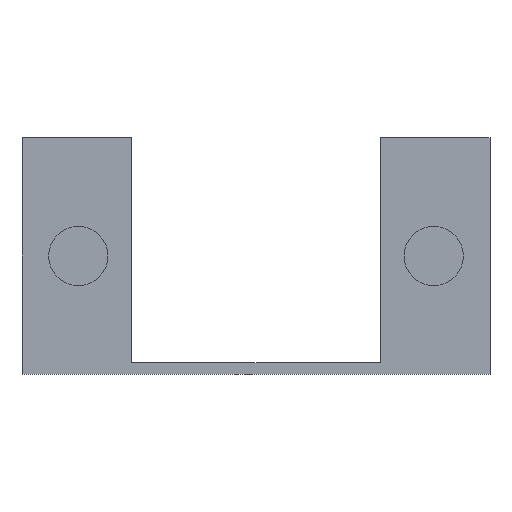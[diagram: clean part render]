
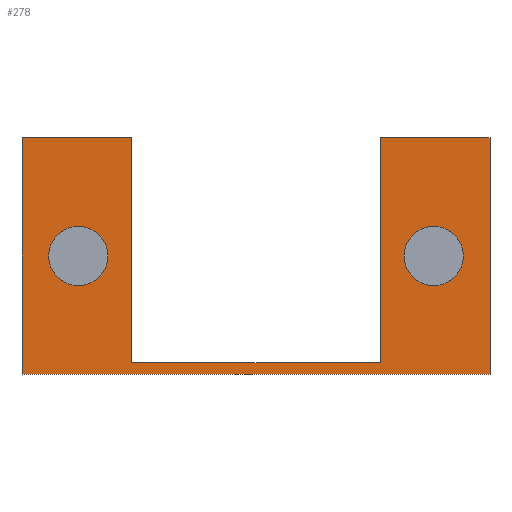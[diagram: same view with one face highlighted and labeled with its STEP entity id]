
A CAD part, front view. The second image highlights one B-rep face of the part: STEP entity #278.
In plain terms, the highlighted planar face has unit normal (0, -1, 0).
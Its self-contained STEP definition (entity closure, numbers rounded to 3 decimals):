
#15=FACE_BOUND('',#51,.T.);
#16=FACE_BOUND('',#52,.T.);
#18=CIRCLE('',#305,5.);
#20=CIRCLE('',#309,5.);
#34=FACE_OUTER_BOUND('',#50,.T.);
#50=EDGE_LOOP('',(#221,#222,#223,#224,#225,#226,#227,#228));
#51=EDGE_LOOP('',(#229));
#52=EDGE_LOOP('',(#230));
#58=LINE('',#397,#90);
#63=LINE('',#408,#95);
#69=LINE('',#419,#101);
#74=LINE('',#429,#106);
#79=LINE('',#450,#111);
#81=LINE('',#454,#113);
#82=LINE('',#455,#114);
#83=LINE('',#456,#115);
#90=VECTOR('',#322,10.);
#95=VECTOR('',#329,10.);
#101=VECTOR('',#337,10.);
#106=VECTOR('',#346,10.);
#111=VECTOR('',#371,10.);
#113=VECTOR('',#375,10.);
#114=VECTOR('',#376,10.);
#115=VECTOR('',#377,10.);
#121=VERTEX_POINT('',#393);
#123=VERTEX_POINT('',#396);
#127=VERTEX_POINT('',#405);
#128=VERTEX_POINT('',#407);
#132=VERTEX_POINT('',#417);
#135=VERTEX_POINT('',#427);
#138=VERTEX_POINT('',#437);
#140=VERTEX_POINT('',#444);
#141=VERTEX_POINT('',#449);
#142=VERTEX_POINT('',#453);
#146=EDGE_CURVE('',#123,#121,#58,.T.);
#151=EDGE_CURVE('',#128,#127,#63,.T.);
#157=EDGE_CURVE('',#132,#121,#69,.T.);
#162=EDGE_CURVE('',#135,#127,#74,.T.);
#167=EDGE_CURVE('',#138,#138,#18,.T.);
#170=EDGE_CURVE('',#140,#140,#20,.T.);
#171=EDGE_CURVE('',#141,#123,#79,.T.);
#173=EDGE_CURVE('',#132,#142,#81,.T.);
#174=EDGE_CURVE('',#142,#128,#82,.T.);
#175=EDGE_CURVE('',#141,#135,#83,.T.);
#221=ORIENTED_EDGE('',*,*,#146,.T.);
#222=ORIENTED_EDGE('',*,*,#157,.F.);
#223=ORIENTED_EDGE('',*,*,#173,.T.);
#224=ORIENTED_EDGE('',*,*,#174,.T.);
#225=ORIENTED_EDGE('',*,*,#151,.T.);
#226=ORIENTED_EDGE('',*,*,#162,.F.);
#227=ORIENTED_EDGE('',*,*,#175,.F.);
#228=ORIENTED_EDGE('',*,*,#171,.T.);
#229=ORIENTED_EDGE('',*,*,#167,.T.);
#230=ORIENTED_EDGE('',*,*,#170,.T.);
#262=PLANE('',#312);
#278=ADVANCED_FACE('',(#34,#15,#16),#262,.T.);
#305=AXIS2_PLACEMENT_3D('',#439,#356,#357);
#309=AXIS2_PLACEMENT_3D('',#446,#365,#366);
#312=AXIS2_PLACEMENT_3D('',#452,#373,#374);
#322=DIRECTION('',(-1.,0.,0.));
#329=DIRECTION('',(-1.,0.,0.));
#337=DIRECTION('',(0.,0.,1.));
#346=DIRECTION('',(0.,0.,1.));
#356=DIRECTION('center_axis',(0.,1.,0.));
#357=DIRECTION('ref_axis',(-1.,0.,0.));
#365=DIRECTION('center_axis',(0.,1.,0.));
#366=DIRECTION('ref_axis',(-1.,0.,0.));
#371=DIRECTION('',(0.,0.,1.));
#373=DIRECTION('center_axis',(0.,-1.,0.));
#374=DIRECTION('ref_axis',(1.,0.,0.));
#375=DIRECTION('',(1.,0.,0.));
#376=DIRECTION('',(0.,0.,1.));
#377=DIRECTION('',(1.,0.,0.));
#393=CARTESIAN_POINT('',(-39.5,-10.6,40.));
#396=CARTESIAN_POINT('',(-21.,-10.6,40.));
#397=CARTESIAN_POINT('',(-34.875,-10.6,40.));
#405=CARTESIAN_POINT('',(21.,-10.6,40.));
#407=CARTESIAN_POINT('',(39.5,-10.6,40.));
#408=CARTESIAN_POINT('',(-4.625,-10.6,40.));
#417=CARTESIAN_POINT('',(-39.5,-10.6,0.));
#419=CARTESIAN_POINT('',(-39.5,-10.6,0.));
#427=CARTESIAN_POINT('',(21.,-10.6,2.));
#429=CARTESIAN_POINT('',(21.,-10.6,0.));
#437=CARTESIAN_POINT('',(-25.,-10.6,20.));
#439=CARTESIAN_POINT('Origin',(-30.,-10.6,20.));
#444=CARTESIAN_POINT('',(35.,-10.6,20.));
#446=CARTESIAN_POINT('Origin',(30.,-10.6,20.));
#449=CARTESIAN_POINT('',(-21.,-10.6,2.));
#450=CARTESIAN_POINT('',(-21.,-10.6,0.));
#452=CARTESIAN_POINT('Origin',(-39.5,-10.6,0.));
#453=CARTESIAN_POINT('',(39.5,-10.6,0.));
#454=CARTESIAN_POINT('',(-39.5,-10.6,0.));
#455=CARTESIAN_POINT('',(39.5,-10.6,0.));
#456=CARTESIAN_POINT('',(39.5,-10.6,2.));
